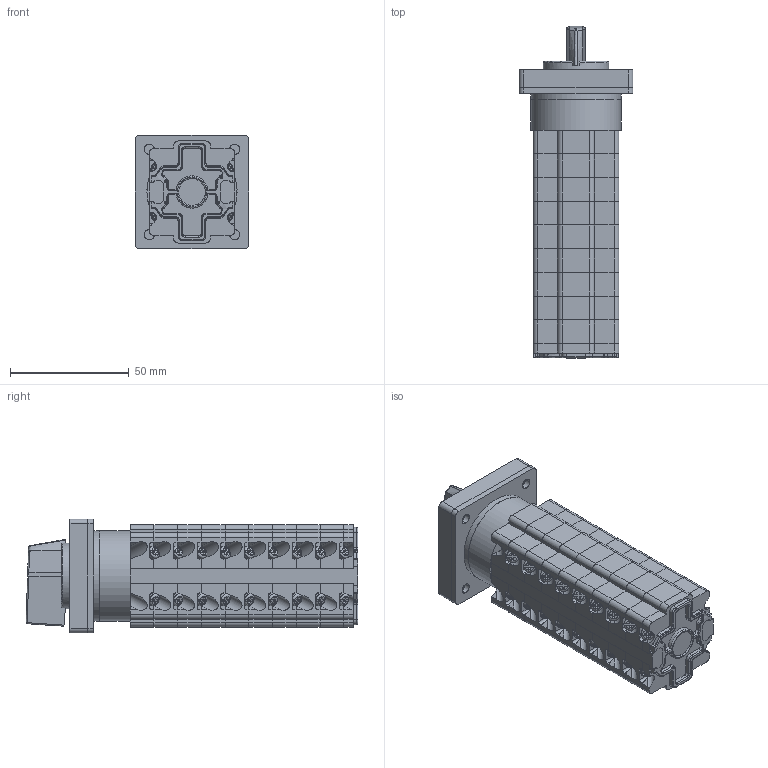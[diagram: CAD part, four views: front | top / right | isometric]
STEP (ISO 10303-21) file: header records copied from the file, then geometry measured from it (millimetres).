
FILE_DESCRIPTION(('TFLEX Exchange Step'),'2;1');
FILE_NAME('energoplast_4g20-9ke-u_3dmodel.stp', '2024-04-26T16:46:12+03:00',('nikolaeva'),('Unknown organisation'),'TFLEX Exchange 2019.0','T-FLEX CAD','Unknown authorisation');
FILE_SCHEMA( ('AUTOMOTIVE_DESIGN { 1 0 10303 214 1 1 1 1 }') );
Length unit declared in the file: millimetre
Products named in the file (1): BUFFER:0000007A3ADFC6A0 
Bounding box: 48 x 139.95 x 48 mm (x, y, z)
Volume: 164175.2 mm3; surface area: 76682.8 mm2
Topology: 17 solids, 321 shells, 2022 faces, 6798 edges, 4993 vertices
Faces by surface type: plane 1191, cylinder 489, cone 194, torus 109, sphere 26, bspline 13
Full cylindrical faces by diameter (mm): 2.5 x1, 3 x36, 4.5 x1, 10.5 x1, 27.6 x1, 38 x1
Entity records: 103712 total; most frequent: CARTESIAN_POINT 56455, ORIENTED_EDGE 12104, EDGE_CURVE 6789, B_SPLINE_CURVE_WITH_KNOTS 6788, VERTEX_POINT 4998, DIRECTION 4019, EDGE_LOOP 2111, FACE_BOUND 2111
